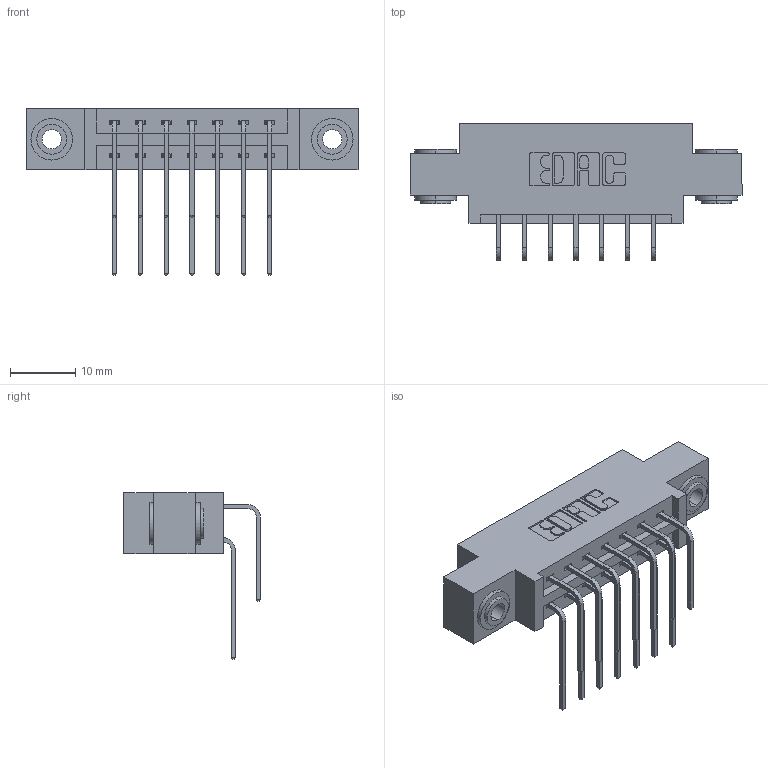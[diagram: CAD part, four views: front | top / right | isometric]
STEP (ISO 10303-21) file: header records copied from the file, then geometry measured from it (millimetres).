
FILE_DESCRIPTION (( 'STEP AP203' ), '1' );
FILE_NAME ('387-014-559-803.STEP', '2019-10-15T22:15:08', ( '' ), ( '' ), 'SwSTEP 2.0', 'SolidWorks 2016', '' );
FILE_SCHEMA (( 'CONFIG_CONTROL_DESIGN' ));
Length unit declared in the file: inch
Products named in the file (5): 387-014-559-803; 345-250-002_345-250-002-102; 337 Part_0.170 Offset - 0.156 Dia-TH; 345-292-001_559 Tail - 2; 345-292-001_558 559 Tail - 1
Assembly tree (17 placements, depth 2):
  387-014-559-803
    337 Part_0.170 Offset - 0.156 Dia-TH
    345-292-001_558 559 Tail - 1  x7
    345-292-001_559 Tail - 2  x7
    345-250-002_345-250-002-102  x2
Bounding box: 50.75 x 20.9 x 25.53 mm (x, y, z)
Volume: 4865.1 mm3; surface area: 5897.8 mm2
Topology: 17 solids, 17 shells, 940 faces, 2737 edges, 1802 vertices
Faces by surface type: plane 644, cylinder 288, cone 8
Entity records: 12520 total; most frequent: CARTESIAN_POINT 2160, ORIENTED_EDGE 2038, DIRECTION 1917, EDGE_CURVE 1019, LINE 827, VECTOR 827, VERTEX_POINT 674, AXIS2_PLACEMENT_3D 545
